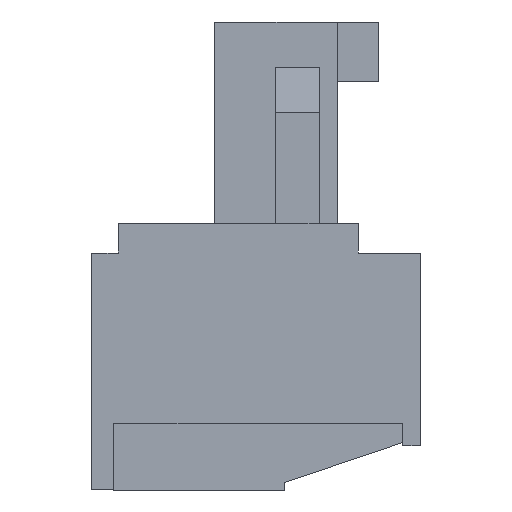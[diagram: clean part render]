
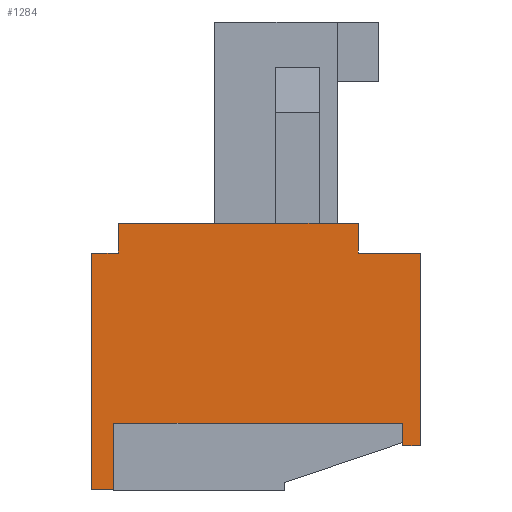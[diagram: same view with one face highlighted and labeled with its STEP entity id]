
A CAD part, left-side view. The second image highlights one B-rep face of the part: STEP entity #1284.
In plain terms, the highlighted planar face has unit normal (-1, 0, 0).
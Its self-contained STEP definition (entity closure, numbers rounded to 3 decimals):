
#1284 = ADVANCED_FACE( '', ( #3006 ), #3007, .F. );
#3006 = FACE_OUTER_BOUND( '', #5430, .T. );
#3007 = PLANE( '', #5431 );
#5430 = EDGE_LOOP( '', ( #8376, #8377, #8378, #8379, #8380, #8381, #8382, #8383, #8384, #8385, #8386, #8387 ) );
#5431 = AXIS2_PLACEMENT_3D( '', #8388, #8389, #8390 );
#8376 = ORIENTED_EDGE( '', *, *, #14890, .F. );
#8377 = ORIENTED_EDGE( '', *, *, #14891, .F. );
#8378 = ORIENTED_EDGE( '', *, *, #14892, .F. );
#8379 = ORIENTED_EDGE( '', *, *, #14893, .F. );
#8380 = ORIENTED_EDGE( '', *, *, #14894, .F. );
#8381 = ORIENTED_EDGE( '', *, *, #14895, .F. );
#8382 = ORIENTED_EDGE( '', *, *, #14896, .F. );
#8383 = ORIENTED_EDGE( '', *, *, #14897, .F. );
#8384 = ORIENTED_EDGE( '', *, *, #14898, .F. );
#8385 = ORIENTED_EDGE( '', *, *, #14899, .F. );
#8386 = ORIENTED_EDGE( '', *, *, #14900, .F. );
#8387 = ORIENTED_EDGE( '', *, *, #14901, .F. );
#8388 = CARTESIAN_POINT( '', ( -17.145, 0., 0. ) );
#8389 = DIRECTION( '', ( 1., 0., 0. ) );
#8390 = DIRECTION( '', ( 0., 0., -1. ) );
#14890 = EDGE_CURVE( '', #17981, #17982, #17983, .T. );
#14891 = EDGE_CURVE( '', #17984, #17981, #17985, .T. );
#14892 = EDGE_CURVE( '', #17986, #17984, #17987, .T. );
#14893 = EDGE_CURVE( '', #17988, #17986, #17989, .T. );
#14894 = EDGE_CURVE( '', #17990, #17988, #17991, .T. );
#14895 = EDGE_CURVE( '', #17992, #17990, #17993, .T. );
#14896 = EDGE_CURVE( '', #17994, #17992, #17995, .T. );
#14897 = EDGE_CURVE( '', #17996, #17994, #17997, .T. );
#14898 = EDGE_CURVE( '', #17998, #17996, #17999, .T. );
#14899 = EDGE_CURVE( '', #18000, #17998, #18001, .T. );
#14900 = EDGE_CURVE( '', #18002, #18000, #18003, .T. );
#14901 = EDGE_CURVE( '', #17982, #18002, #18004, .T. );
#17981 = VERTEX_POINT( '', #22373 );
#17982 = VERTEX_POINT( '', #22374 );
#17983 = LINE( '', #22375, #22376 );
#17984 = VERTEX_POINT( '', #22377 );
#17985 = LINE( '', #22378, #22379 );
#17986 = VERTEX_POINT( '', #22380 );
#17987 = LINE( '', #22381, #22382 );
#17988 = VERTEX_POINT( '', #22383 );
#17989 = LINE( '', #22384, #22385 );
#17990 = VERTEX_POINT( '', #22386 );
#17991 = LINE( '', #22387, #22388 );
#17992 = VERTEX_POINT( '', #22389 );
#17993 = LINE( '', #22390, #22391 );
#17994 = VERTEX_POINT( '', #22392 );
#17995 = LINE( '', #22393, #22394 );
#17996 = VERTEX_POINT( '', #22395 );
#17997 = LINE( '', #22396, #22397 );
#17998 = VERTEX_POINT( '', #22398 );
#17999 = LINE( '', #22399, #22400 );
#18000 = VERTEX_POINT( '', #22401 );
#18001 = LINE( '', #22402, #22403 );
#18002 = VERTEX_POINT( '', #22404 );
#18003 = LINE( '', #22405, #22406 );
#18004 = LINE( '', #22407, #22408 );
#22373 = CARTESIAN_POINT( '', ( -17.145, -4.05, 4. ) );
#22374 = CARTESIAN_POINT( '', ( -17.145, -6.15, 4. ) );
#22375 = CARTESIAN_POINT( '', ( -17.145, -4.05, 4. ) );
#22376 = VECTOR( '', #27290, 1000. );
#22377 = CARTESIAN_POINT( '', ( -17.145, -4.05, 5. ) );
#22378 = CARTESIAN_POINT( '', ( -17.145, -4.05, 5. ) );
#22379 = VECTOR( '', #27291, 1000. );
#22380 = CARTESIAN_POINT( '', ( -17.145, 4.05, 5. ) );
#22381 = CARTESIAN_POINT( '', ( -17.145, 4.05, 5. ) );
#22382 = VECTOR( '', #27292, 1000. );
#22383 = CARTESIAN_POINT( '', ( -17.145, 4.05, 4. ) );
#22384 = CARTESIAN_POINT( '', ( -17.145, 4.05, 4. ) );
#22385 = VECTOR( '', #27293, 1000. );
#22386 = CARTESIAN_POINT( '', ( -17.145, 4.95, 4. ) );
#22387 = CARTESIAN_POINT( '', ( -17.145, 4.95, 4. ) );
#22388 = VECTOR( '', #27294, 1000. );
#22389 = CARTESIAN_POINT( '', ( -17.145, 4.95, -4. ) );
#22390 = CARTESIAN_POINT( '', ( -17.145, 4.95, -4. ) );
#22391 = VECTOR( '', #27295, 1000. );
#22392 = CARTESIAN_POINT( '', ( -17.145, 4.2, -4. ) );
#22393 = CARTESIAN_POINT( '', ( -17.145, 4.2, -4. ) );
#22394 = VECTOR( '', #27296, 1000. );
#22395 = CARTESIAN_POINT( '', ( -17.145, 4.2, -1.75 ) );
#22396 = CARTESIAN_POINT( '', ( -17.145, 4.2, -1.75 ) );
#22397 = VECTOR( '', #27297, 1000. );
#22398 = CARTESIAN_POINT( '', ( -17.145, -5.55, -1.75 ) );
#22399 = CARTESIAN_POINT( '', ( -17.145, -5.55, -1.75 ) );
#22400 = VECTOR( '', #27298, 1000. );
#22401 = CARTESIAN_POINT( '', ( -17.145, -5.55, -2.5 ) );
#22402 = CARTESIAN_POINT( '', ( -17.145, -5.55, -2.5 ) );
#22403 = VECTOR( '', #27299, 1000. );
#22404 = CARTESIAN_POINT( '', ( -17.145, -6.15, -2.5 ) );
#22405 = CARTESIAN_POINT( '', ( -17.145, -6.15, -2.5 ) );
#22406 = VECTOR( '', #27300, 1000. );
#22407 = CARTESIAN_POINT( '', ( -17.145, -6.15, 4. ) );
#22408 = VECTOR( '', #27301, 1000. );
#27290 = DIRECTION( '', ( 0., -1., 0. ) );
#27291 = DIRECTION( '', ( 0., 0., -1. ) );
#27292 = DIRECTION( '', ( 0., -1., 0. ) );
#27293 = DIRECTION( '', ( 0., 0., 1. ) );
#27294 = DIRECTION( '', ( 0., -1., 0. ) );
#27295 = DIRECTION( '', ( 0., 0., 1. ) );
#27296 = DIRECTION( '', ( 0., 1., 0. ) );
#27297 = DIRECTION( '', ( 0., 0., -1. ) );
#27298 = DIRECTION( '', ( 0., 1., 0. ) );
#27299 = DIRECTION( '', ( 0., 0., 1. ) );
#27300 = DIRECTION( '', ( 0., 1., 0. ) );
#27301 = DIRECTION( '', ( 0., 0., -1. ) );
